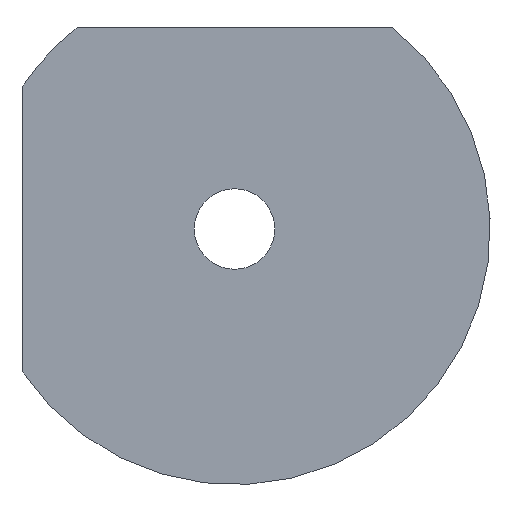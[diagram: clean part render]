
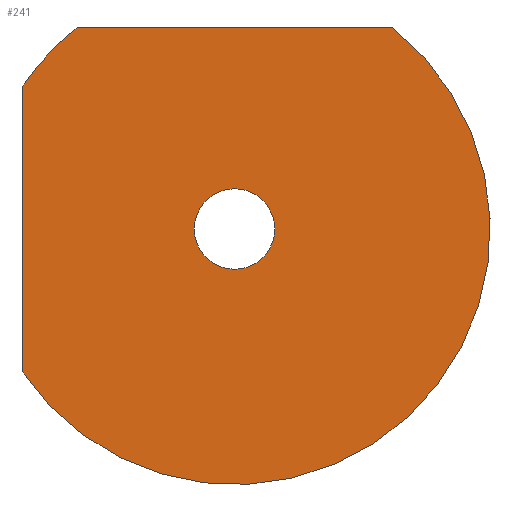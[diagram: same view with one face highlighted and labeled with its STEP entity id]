
A CAD part, front view. The second image highlights one B-rep face of the part: STEP entity #241.
In plain terms, the highlighted planar face has unit normal (0, -1, 0).
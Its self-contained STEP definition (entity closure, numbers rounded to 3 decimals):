
#30=FACE_BOUND('',#48,.T.);
#33=FACE_OUTER_BOUND('',#47,.T.);
#47=EDGE_LOOP('',(#167,#168,#169,#170));
#48=EDGE_LOOP('',(#171));
#64=CIRCLE('',#271,6.35);
#65=CIRCLE('',#272,6.35);
#66=CIRCLE('',#273,1.);
#80=LINE('',#387,#95);
#81=LINE('',#391,#96);
#95=VECTOR('',#307,10.);
#96=VECTOR('',#310,10.);
#110=VERTEX_POINT('',#385);
#111=VERTEX_POINT('',#386);
#112=VERTEX_POINT('',#388);
#113=VERTEX_POINT('',#390);
#114=VERTEX_POINT('',#393);
#133=EDGE_CURVE('',#110,#111,#80,.T.);
#134=EDGE_CURVE('',#110,#112,#64,.T.);
#135=EDGE_CURVE('',#112,#113,#81,.T.);
#136=EDGE_CURVE('',#113,#111,#65,.T.);
#137=EDGE_CURVE('',#114,#114,#66,.T.);
#167=ORIENTED_EDGE('',*,*,#133,.F.);
#168=ORIENTED_EDGE('',*,*,#134,.T.);
#169=ORIENTED_EDGE('',*,*,#135,.T.);
#170=ORIENTED_EDGE('',*,*,#136,.T.);
#171=ORIENTED_EDGE('',*,*,#137,.T.);
#235=PLANE('',#270);
#241=ADVANCED_FACE('',(#33,#30),#235,.T.);
#270=AXIS2_PLACEMENT_3D('',#384,#305,#306);
#271=AXIS2_PLACEMENT_3D('',#389,#308,#309);
#272=AXIS2_PLACEMENT_3D('',#392,#311,#312);
#273=AXIS2_PLACEMENT_3D('',#394,#313,#314);
#305=DIRECTION('center_axis',(0.,-1.,0.));
#306=DIRECTION('ref_axis',(0.,0.,-1.));
#307=DIRECTION('',(1.,0.,0.));
#308=DIRECTION('center_axis',(0.,-1.,0.));
#309=DIRECTION('ref_axis',(0.,0.,-1.));
#310=DIRECTION('',(0.,0.,-1.));
#311=DIRECTION('center_axis',(0.,-1.,0.));
#312=DIRECTION('ref_axis',(0.,0.,-1.));
#313=DIRECTION('center_axis',(0.,1.,0.));
#314=DIRECTION('ref_axis',(1.,0.,0.));
#384=CARTESIAN_POINT('Origin',(0.,0.,0.));
#385=CARTESIAN_POINT('',(-3.914,0.,5.));
#386=CARTESIAN_POINT('',(3.914,0.,5.));
#387=CARTESIAN_POINT('',(0.,0.,5.));
#388=CARTESIAN_POINT('',(-5.281,0.,3.526));
#389=CARTESIAN_POINT('Origin',(0.,0.,0.));
#390=CARTESIAN_POINT('',(-5.281,0.,-3.526));
#391=CARTESIAN_POINT('',(-5.281,0.,-0.336));
#392=CARTESIAN_POINT('Origin',(0.,0.,0.));
#393=CARTESIAN_POINT('',(-1.,0.,0.));
#394=CARTESIAN_POINT('Origin',(0.,0.,0.));
